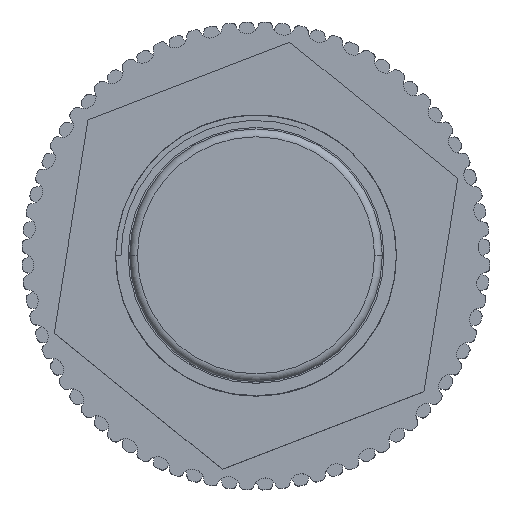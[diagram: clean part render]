
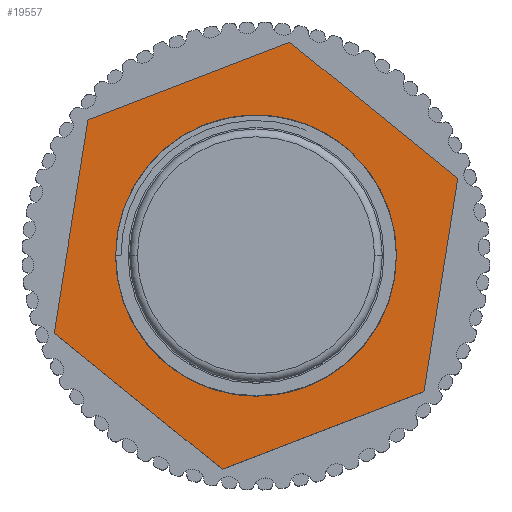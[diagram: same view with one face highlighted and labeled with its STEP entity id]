
A CAD part, top view. The second image highlights one B-rep face of the part: STEP entity #19557.
In plain terms, the highlighted face is planar.
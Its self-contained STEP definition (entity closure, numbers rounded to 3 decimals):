
#150 = ORIENTED_EDGE ( 'NONE', *, *, #881, .T. ) ;
#352 = CARTESIAN_POINT ( 'NONE',  ( -9., 0., 0. ) ) ;
#881 = EDGE_CURVE ( 'NONE', #16407, #6229, #2495, .T. ) ;
#1831 = VERTEX_POINT ( 'NONE', #20484 ) ;
#2094 = FACE_BOUND ( 'NONE', #10177, .T. ) ;
#2495 = CIRCLE ( 'NONE', #21323, 9. ) ;
#3855 = LINE ( 'NONE', #18713, #17321 ) ;
#3939 = VERTEX_POINT ( 'NONE', #7447 ) ;
#4836 = LINE ( 'NONE', #17741, #25986 ) ;
#4920 = VERTEX_POINT ( 'NONE', #11356 ) ;
#5033 = DIRECTION ( 'NONE',  ( 1., 0., 0. ) ) ;
#5490 = EDGE_CURVE ( 'NONE', #12148, #3939, #17684, .T. ) ;
#5764 = CARTESIAN_POINT ( 'NONE',  ( 13.855, -0.196, 0. ) ) ;
#6229 = VERTEX_POINT ( 'NONE', #352 ) ;
#6282 = CARTESIAN_POINT ( 'NONE',  ( 13.855, -0.196, 0. ) ) ;
#7360 = DIRECTION ( 'NONE',  ( 0., 0., 1. ) ) ;
#7447 = CARTESIAN_POINT ( 'NONE',  ( -6.757, 12.097, 0. ) ) ;
#7933 = EDGE_CURVE ( 'NONE', #3939, #21304, #4836, .T. ) ;
#8275 = EDGE_CURVE ( 'NONE', #21304, #1831, #3855, .T. ) ;
#8315 = ORIENTED_EDGE ( 'NONE', *, *, #25595, .F. ) ;
#8680 = DIRECTION ( 'NONE',  ( 0.488, -0.873, 0. ) ) ;
#9022 = VECTOR ( 'NONE', #13865, 1000. ) ;
#9205 = CARTESIAN_POINT ( 'NONE',  ( 0., 0., 0. ) ) ;
#9612 = EDGE_CURVE ( 'NONE', #6229, #16407, #16788, .T. ) ;
#9851 = EDGE_CURVE ( 'NONE', #4920, #12369, #11960, .T. ) ;
#10177 = EDGE_LOOP ( 'NONE', ( #150, #22944 ) ) ;
#10535 = CARTESIAN_POINT ( 'NONE',  ( 9., 0., 0. ) ) ;
#11346 = DIRECTION ( 'NONE',  ( 1., 0., 0. ) ) ;
#11356 = CARTESIAN_POINT ( 'NONE',  ( 6.757, -12.097, 0. ) ) ;
#11481 = PLANE ( 'NONE',  #15922 ) ;
#11960 = LINE ( 'NONE', #12154, #14834 ) ;
#12148 = VERTEX_POINT ( 'NONE', #15169 ) ;
#12154 = CARTESIAN_POINT ( 'NONE',  ( 6.757, -12.097, 0. ) ) ;
#12369 = VERTEX_POINT ( 'NONE', #5764 ) ;
#13568 = ORIENTED_EDGE ( 'NONE', *, *, #5490, .F. ) ;
#13865 = DIRECTION ( 'NONE',  ( 1., -0.014, 0. ) ) ;
#14834 = VECTOR ( 'NONE', #16555, 1000. ) ;
#15169 = CARTESIAN_POINT ( 'NONE',  ( 7.098, 11.901, 0. ) ) ;
#15245 = FACE_OUTER_BOUND ( 'NONE', #18191, .T. ) ;
#15922 = AXIS2_PLACEMENT_3D ( 'NONE', #17488, #7360, #5033 ) ;
#16407 = VERTEX_POINT ( 'NONE', #10535 ) ;
#16555 = DIRECTION ( 'NONE',  ( 0.512, 0.859, 0. ) ) ;
#16788 = CIRCLE ( 'NONE', #24781, 9. ) ;
#17321 = VECTOR ( 'NONE', #8680, 1000. ) ;
#17488 = CARTESIAN_POINT ( 'NONE',  ( 0., 0., 0. ) ) ;
#17684 = LINE ( 'NONE', #23411, #22499 ) ;
#17741 = CARTESIAN_POINT ( 'NONE',  ( -6.757, 12.097, 0. ) ) ;
#18191 = EDGE_LOOP ( 'NONE', ( #24264, #19825, #8315, #19867, #21644, #13568 ) ) ;
#18468 = DIRECTION ( 'NONE',  ( -0.488, 0.873, 0. ) ) ;
#18713 = CARTESIAN_POINT ( 'NONE',  ( -13.855, 0.196, 0. ) ) ;
#18783 = VECTOR ( 'NONE', #18468, 1000. ) ;
#19557 = ADVANCED_FACE ( 'NONE', ( #2094, #15245 ), #11481, .F. ) ;
#19825 = ORIENTED_EDGE ( 'NONE', *, *, #9851, .F. ) ;
#19867 = ORIENTED_EDGE ( 'NONE', *, *, #8275, .F. ) ;
#19902 = CARTESIAN_POINT ( 'NONE',  ( -7.098, -11.901, 0. ) ) ;
#19947 = EDGE_CURVE ( 'NONE', #12369, #12148, #26148, .T. ) ;
#20484 = CARTESIAN_POINT ( 'NONE',  ( -7.098, -11.901, 0. ) ) ;
#21304 = VERTEX_POINT ( 'NONE', #26285 ) ;
#21323 = AXIS2_PLACEMENT_3D ( 'NONE', #9205, #21746, #11346 ) ;
#21644 = ORIENTED_EDGE ( 'NONE', *, *, #7933, .F. ) ;
#21746 = DIRECTION ( 'NONE',  ( 0., 0., 1. ) ) ;
#22125 = DIRECTION ( 'NONE',  ( 0., 0., 1. ) ) ;
#22499 = VECTOR ( 'NONE', #23501, 1000. ) ;
#22944 = ORIENTED_EDGE ( 'NONE', *, *, #9612, .T. ) ;
#23411 = CARTESIAN_POINT ( 'NONE',  ( 7.098, 11.901, 0. ) ) ;
#23501 = DIRECTION ( 'NONE',  ( -1., 0.014, 0. ) ) ;
#24077 = LINE ( 'NONE', #19902, #9022 ) ;
#24179 = DIRECTION ( 'NONE',  ( -0.512, -0.859, 0. ) ) ;
#24264 = ORIENTED_EDGE ( 'NONE', *, *, #19947, .F. ) ;
#24344 = CARTESIAN_POINT ( 'NONE',  ( 0., 0., 0. ) ) ;
#24781 = AXIS2_PLACEMENT_3D ( 'NONE', #24344, #22125, #26219 ) ;
#25595 = EDGE_CURVE ( 'NONE', #1831, #4920, #24077, .T. ) ;
#25986 = VECTOR ( 'NONE', #24179, 1000. ) ;
#26148 = LINE ( 'NONE', #6282, #18783 ) ;
#26219 = DIRECTION ( 'NONE',  ( 1., 0., 0. ) ) ;
#26285 = CARTESIAN_POINT ( 'NONE',  ( -13.855, 0.196, 0. ) ) ;
